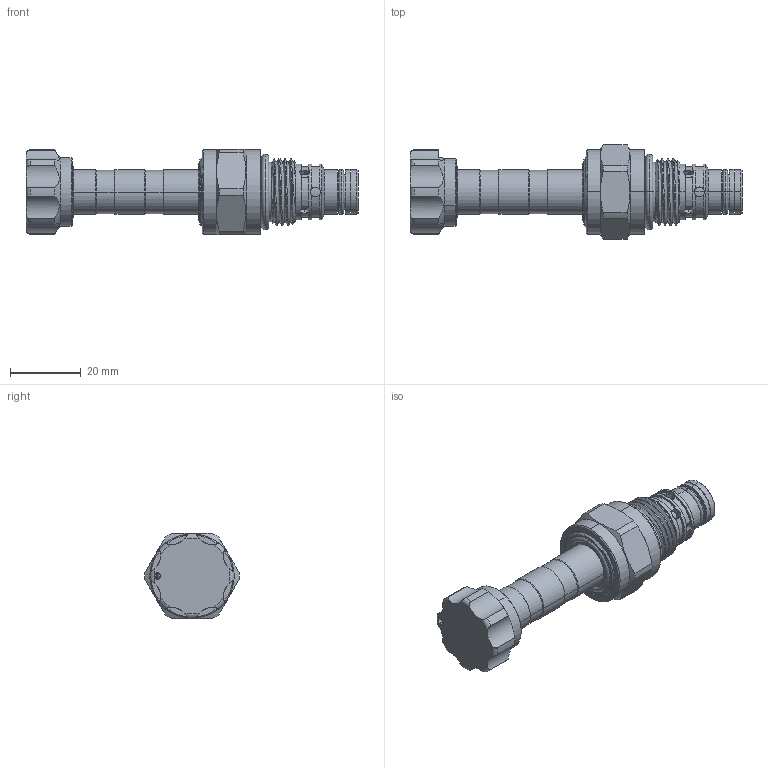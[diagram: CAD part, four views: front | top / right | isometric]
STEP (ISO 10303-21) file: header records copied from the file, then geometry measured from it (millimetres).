
FILE_DESCRIPTION (( 'STEP AP203' ), '1' );
FILE_NAME ('EP08W2A01N05.STEP', '2016-08-12T00:36:34', ( '' ), ( '' ), 'SwSTEP 2.0', 'SolidWorks 2012', '' );
FILE_SCHEMA (( 'CONFIG_CONTROL_DESIGN' ));
Length unit declared in the file: millimetre
Products named in the file (1): EP08W2A01N05
Bounding box: 93.7 x 26.66 x 24 mm (x, y, z)
Volume: 21529.7 mm3; surface area: 8907.5 mm2
Topology: 6 solids, 6 shells, 230 faces, 580 edges, 366 vertices
Faces by surface type: cylinder 121, plane 41, cone 37, torus 26, bspline 5
Entity records: 13419 total; most frequent: CARTESIAN_POINT 7953, ORIENTED_EDGE 1160, DIRECTION 1114, EDGE_CURVE 580, AXIS2_PLACEMENT_3D 468, VERTEX_POINT 366, EDGE_LOOP 246, CIRCLE 242
